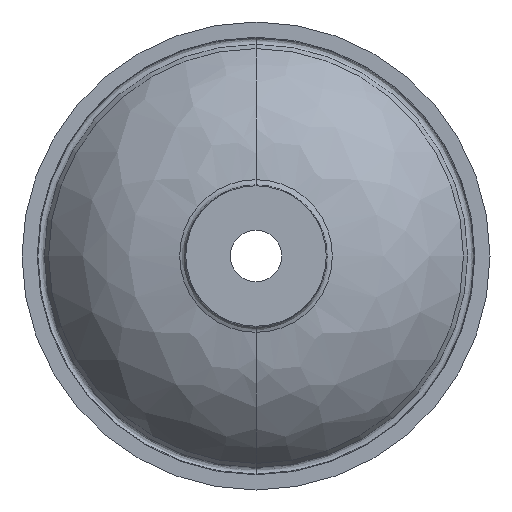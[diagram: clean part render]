
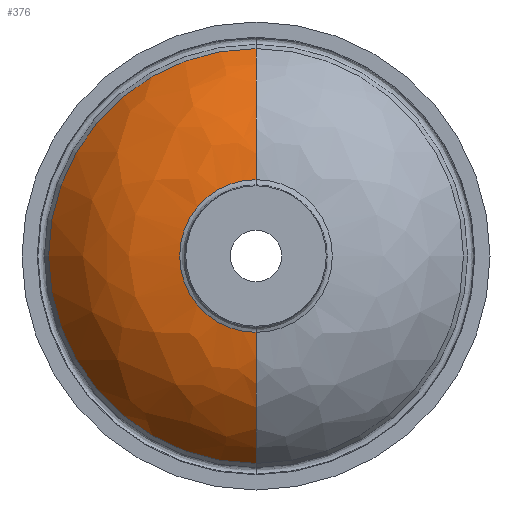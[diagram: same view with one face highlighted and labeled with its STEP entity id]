
A CAD part, front view. The second image highlights one B-rep face of the part: STEP entity #376.
In plain terms, the highlighted free-form (B-spline) face has degree [3, 3] with [4, 4] control points.
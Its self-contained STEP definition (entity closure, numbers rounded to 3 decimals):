
#2 = DIRECTION ( 'NONE',  ( 0., 1., 0. ) ) ;
#54 = CARTESIAN_POINT ( 'NONE',  ( -354.46, 58., -177.23 ) ) ;
#55 = DIRECTION ( 'NONE',  ( 0., 0., 1. ) ) ;
#60 = CARTESIAN_POINT ( 'NONE',  ( -130.505, -10.167, 65.253 ) ) ;
#98 = CARTESIAN_POINT ( 'NONE',  ( 0., -10.167, 65.253 ) ) ;
#129 = CIRCLE ( 'NONE', #251, 144.896 ) ;
#141 = FACE_OUTER_BOUND ( 'NONE', #726, .T. ) ;
#145 = CARTESIAN_POINT ( 'NONE',  ( 0., -6.525, 112.206 ) ) ;
#151 = VERTEX_POINT ( 'NONE', #1043 ) ;
#215 = ORIENTED_EDGE ( 'NONE', *, *, #258, .T. ) ;
#226 = DIRECTION ( 'NONE',  ( 0., 0., 1. ) ) ;
#230 = CARTESIAN_POINT ( 'NONE',  ( 0., -6.525, -112.206 ) ) ;
#251 = AXIS2_PLACEMENT_3D ( 'NONE', #689, #1026, #255 ) ;
#255 = DIRECTION ( 'NONE',  ( 0., 0., -1. ) ) ;
#258 = EDGE_CURVE ( 'NONE', #482, #828, #922, .T. ) ;
#272 = CARTESIAN_POINT ( 'NONE',  ( 0., 58., 177.23 ) ) ;
#276 = ORIENTED_EDGE ( 'NONE', *, *, #280, .F. ) ;
#280 = EDGE_CURVE ( 'NONE', #841, #828, #990, .T. ) ;
#298 = ORIENTED_EDGE ( 'NONE', *, *, #621, .T. ) ;
#308 = CARTESIAN_POINT ( 'NONE',  ( -304.865, 17.963, -152.433 ) ) ;
#376 = ADVANCED_FACE ( 'NONE', ( #141 ), #659, .T. ) ;
#389 = CARTESIAN_POINT ( 'NONE',  ( -354.46, 58., 177.23 ) ) ;
#396 = CARTESIAN_POINT ( 'NONE',  ( 0., -10.167, 65.253 ) ) ;
#474 = CARTESIAN_POINT ( 'NONE',  ( 0., 134.295, 54.047 ) ) ;
#478 = CARTESIAN_POINT ( 'NONE',  ( 0., -10.167, -65.253 ) ) ;
#482 = VERTEX_POINT ( 'NONE', #500 ) ;
#489 = EDGE_CURVE ( 'NONE', #151, #841, #1008, .T. ) ;
#500 = CARTESIAN_POINT ( 'NONE',  ( 0., -10.167, -65.253 ) ) ;
#568 = CARTESIAN_POINT ( 'NONE',  ( -224.412, -6.525, -112.206 ) ) ;
#621 = EDGE_CURVE ( 'NONE', #151, #482, #129, .T. ) ;
#653 = CARTESIAN_POINT ( 'NONE',  ( 0., -10.167, 0. ) ) ;
#656 = CARTESIAN_POINT ( 'NONE',  ( -304.865, 17.963, 152.433 ) ) ;
#659 =( BOUNDED_SURFACE ( )  B_SPLINE_SURFACE ( 3, 3, ( 
 ( #831, #54, #389, #744 ),
 ( #1076, #308, #656, #997 ),
 ( #230, #568, #916, #145 ),
 ( #478, #836, #60, #396 ) ),
 .UNSPECIFIED., .F., .F., .T. ) 
 B_SPLINE_SURFACE_WITH_KNOTS ( ( 4, 4 ),
 ( 4, 4 ),
 ( 0., 1. ),
 ( 0., 1. ),
 .UNSPECIFIED. ) 
 GEOMETRIC_REPRESENTATION_ITEM ( )  RATIONAL_B_SPLINE_SURFACE ( (
 ( 1., 0.333, 0.333, 1.),
 ( 0.928, 0.309, 0.309, 0.928),
 ( 0.928, 0.309, 0.309, 0.928),
 ( 1., 0.333, 0.333, 1.) ) ) 
 REPRESENTATION_ITEM ( '' )  SURFACE ( )  );
#671 = DIRECTION ( 'NONE',  ( 0., 0., 1. ) ) ;
#689 = CARTESIAN_POINT ( 'NONE',  ( 0., 134.295, -54.047 ) ) ;
#726 = EDGE_LOOP ( 'NONE', ( #896, #298, #215, #276 ) ) ;
#744 = CARTESIAN_POINT ( 'NONE',  ( 0., 58., 177.23 ) ) ;
#772 = CARTESIAN_POINT ( 'NONE',  ( 0., 58., 0. ) ) ;
#828 = VERTEX_POINT ( 'NONE', #98 ) ;
#831 = CARTESIAN_POINT ( 'NONE',  ( 0., 58., -177.23 ) ) ;
#832 = DIRECTION ( 'NONE',  ( 1., 0., 0. ) ) ;
#836 = CARTESIAN_POINT ( 'NONE',  ( -130.505, -10.167, -65.253 ) ) ;
#841 = VERTEX_POINT ( 'NONE', #272 ) ;
#896 = ORIENTED_EDGE ( 'NONE', *, *, #489, .F. ) ;
#916 = CARTESIAN_POINT ( 'NONE',  ( -224.412, -6.525, 112.206 ) ) ;
#922 = CIRCLE ( 'NONE', #937, 65.253 ) ;
#937 = AXIS2_PLACEMENT_3D ( 'NONE', #653, #995, #226 ) ;
#940 = AXIS2_PLACEMENT_3D ( 'NONE', #474, #832, #55 ) ;
#990 = CIRCLE ( 'NONE', #940, 144.896 ) ;
#995 = DIRECTION ( 'NONE',  ( 0., 1., 0. ) ) ;
#997 = CARTESIAN_POINT ( 'NONE',  ( 0., 17.963, 152.433 ) ) ;
#1008 = CIRCLE ( 'NONE', #1056, 177.23 ) ;
#1026 = DIRECTION ( 'NONE',  ( -1., 0., 0. ) ) ;
#1043 = CARTESIAN_POINT ( 'NONE',  ( 0., 58., -177.23 ) ) ;
#1056 = AXIS2_PLACEMENT_3D ( 'NONE', #772, #2, #671 ) ;
#1076 = CARTESIAN_POINT ( 'NONE',  ( 0., 17.963, -152.433 ) ) ;
